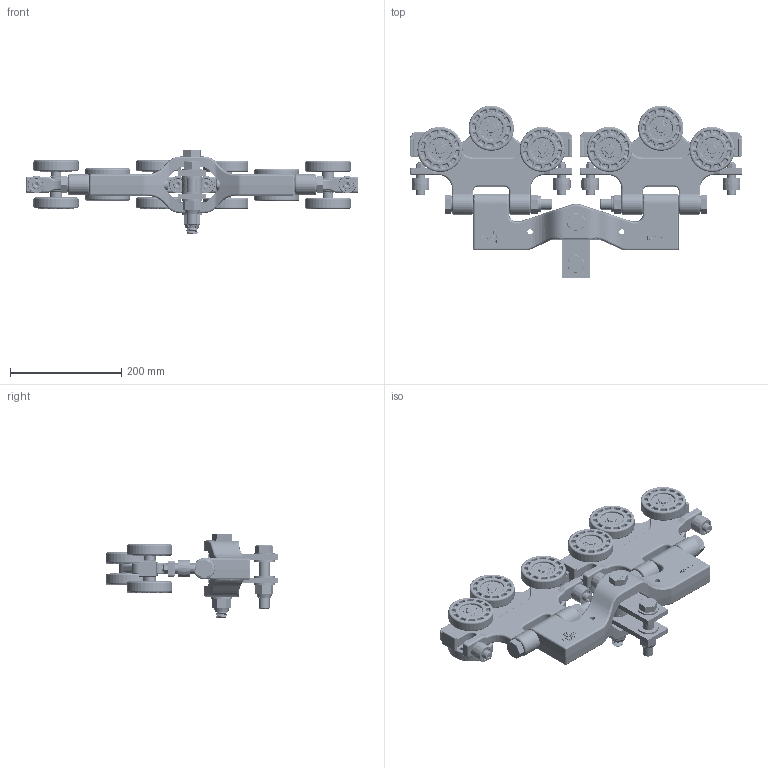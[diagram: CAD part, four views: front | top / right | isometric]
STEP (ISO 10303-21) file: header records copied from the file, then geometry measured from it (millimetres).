
FILE_DESCRIPTION(/* description */ ('ETA-8 DUAL HOIST TROLLEY W/KICKUP'),/* implementation_level */ '2;1');
FILE_NAME(/* name */ '25125.stp',/* time_stamp */ '2021-07-28T08:43:22-04:00',/* author */ ('mlrhw'),/* organization */ (''),/* preprocessor_version */ 'ST-DEVELOPER v17',/* originating_system */ 'Autodesk Inventor 2019',/* authorisation */ '');
FILE_SCHEMA (('AUTOMOTIVE_DESIGN { 1 0 10303 214 3 1 1 }'));
Products named in the file (25): 25125; 59540M.ipt; 20068; 3D11Z4B4D.ipt; 3D11JDF4B.ipt; 3D11RDF4B.ipt; 3D11I6B4A.ipt; 3D11H6B4A.ipt; 70012; 3D11KDF4A.ipt; 3D11MDF4A.ipt; 3D11LDF4A.ipt; 3D11NDF4A.ipt; 3D11OYC4A.ipt; ANSI B18.2.3.1M - M20 x 180 - 30.ipt; 3D1173G4D.ipt; 3D11FDF4B.iam; 3D11HDF4B.ipt; 3D11IDF4A.ipt; AS 1420 - 1973 - M10 x 50; 3D11DCB4B.ipt; 3D0NAJ4-.ipt; 3D11HCB4B.ipt; 3D11H3B4A.ipt; 3D11G3B4A.ipt
Assembly tree (60 placements, depth 4):
  25125
    59540M.ipt
    20068  x2
      3D11Z4B4D.ipt
      3D11JDF4B.ipt
      3D11RDF4B.ipt
      3D11I6B4A.ipt
      3D11FDF4B.iam
        3D11HDF4B.ipt
        3D11IDF4A.ipt
      3D11H6B4A.ipt
      70012
        3D11KDF4A.ipt
        3D11MDF4A.ipt  x2
        3D11LDF4A.ipt
        3D11NDF4A.ipt
      3D11OYC4A.ipt
      ANSI B18.2.3.1M - M20 x 180 - 30.ipt
      3D1173G4D.ipt
      AS 1420 - 1973 - M10 x 50
    3D11G3B4A.ipt  x17
    3D11DCB4B.ipt  x2
    3D0NAJ4-.ipt
    3D11HCB4B.ipt
    3D11H3B4A.ipt  x2
Bounding box: 596.9 x 310.51 x 152.65 mm (x, y, z)
Volume: 3555312.1 mm3; surface area: 856270.8 mm2
Topology: 107 solids, 107 shells, 14262 faces, 33818 edges, 18941 vertices
Faces by surface type: plane 3745, bspline 3390, cylinder 2475, torus 2376, sphere 1490, cone 786
Full cylindrical faces by diameter (mm): 1.016 x24, 1.321 x12, 7.798 x4, 9.525 x20, 9.754 x4, 10 x4, 12.7 x8, 15.392 x4, 15.875 x4, 15.977 x8, 16 x4, 16.752 x17, 16.954 x24, 16.993 x12, 17.475 x2, 17.602 x2, 17.78 x4, 17.882 x6, 18.974 x2, 19.05 x23, 19.507 x1, 19.844 x4, 20 x20, 20.637 x6, 22.098 x8, 22.174 x8, 22.225 x14, 26.594 x24, 26.797 x24, 27.7 x2
Entity records: 108931 total; most frequent: CARTESIAN_POINT 38760, DIRECTION 14615, ORIENTED_EDGE 14422, EDGE_CURVE 7211, AXIS2_PLACEMENT_3D 6099, VERTEX_POINT 4187, CIRCLE 3366, EDGE_LOOP 3308
